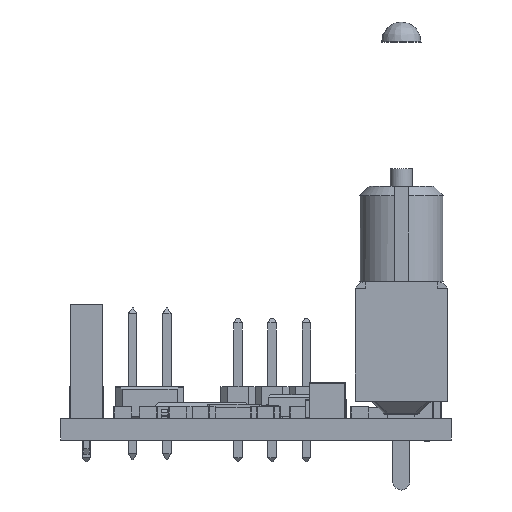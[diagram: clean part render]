
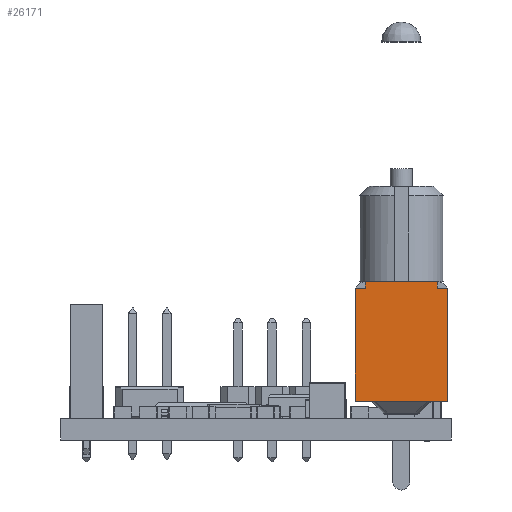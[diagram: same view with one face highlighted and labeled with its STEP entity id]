
A CAD part, left-side view. The second image highlights one B-rep face of the part: STEP entity #26171.
In plain terms, the highlighted face is planar.
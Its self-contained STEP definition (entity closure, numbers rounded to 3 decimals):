
#832=PLANE('',#28220);
#1973=FACE_OUTER_BOUND('',#3655,.T.);
#3655=EDGE_LOOP('',(#18862,#18863,#18864,#18865,#18866,#18867,#18868,#18869));
#5142=LINE('',#38830,#7835);
#5288=LINE('',#39218,#7981);
#5290=LINE('',#39222,#7983);
#5319=LINE('',#39292,#8012);
#5322=LINE('',#39297,#8015);
#5327=LINE('',#39308,#8020);
#5337=LINE('',#39325,#8030);
#5339=LINE('',#39329,#8032);
#7835=VECTOR('',#31490,5.34);
#7981=VECTOR('',#31794,0.51);
#7983=VECTOR('',#31798,0.51);
#8012=VECTOR('',#31873,0.76);
#8015=VECTOR('',#31878,0.76);
#8020=VECTOR('',#31889,6.86);
#8030=VECTOR('',#31905,8.38);
#8032=VECTOR('',#31911,8.38);
#11515=VERTEX_POINT('',#38827);
#11516=VERTEX_POINT('',#38829);
#11634=VERTEX_POINT('',#39217);
#11635=VERTEX_POINT('',#39221);
#11653=VERTEX_POINT('',#39291);
#11654=VERTEX_POINT('',#39295);
#11656=VERTEX_POINT('',#39305);
#11657=VERTEX_POINT('',#39307);
#14103=EDGE_CURVE('',#11515,#11516,#5142,.T.);
#14273=EDGE_CURVE('',#11634,#11515,#5288,.T.);
#14275=EDGE_CURVE('',#11516,#11635,#5290,.T.);
#14309=EDGE_CURVE('',#11653,#11635,#5319,.T.);
#14312=EDGE_CURVE('',#11634,#11654,#5322,.T.);
#14317=EDGE_CURVE('',#11656,#11657,#5327,.T.);
#14327=EDGE_CURVE('',#11657,#11654,#5337,.T.);
#14329=EDGE_CURVE('',#11656,#11653,#5339,.T.);
#18862=ORIENTED_EDGE('',*,*,#14309,.T.);
#18863=ORIENTED_EDGE('',*,*,#14275,.F.);
#18864=ORIENTED_EDGE('',*,*,#14103,.F.);
#18865=ORIENTED_EDGE('',*,*,#14273,.F.);
#18866=ORIENTED_EDGE('',*,*,#14312,.T.);
#18867=ORIENTED_EDGE('',*,*,#14327,.F.);
#18868=ORIENTED_EDGE('',*,*,#14317,.F.);
#18869=ORIENTED_EDGE('',*,*,#14329,.T.);
#26171=ADVANCED_FACE('',(#1973),#832,.T.);
#28220=AXIS2_PLACEMENT_3D('',#39330,#31912,#31913);
#31490=DIRECTION('',(-1.,0.,0.));
#31794=DIRECTION('',(0.,0.,1.));
#31798=DIRECTION('',(0.,0.,-1.));
#31873=DIRECTION('',(1.,0.,0.));
#31878=DIRECTION('',(1.,0.,0.));
#31889=DIRECTION('',(1.,0.,0.));
#31905=DIRECTION('',(0.,0.,1.));
#31911=DIRECTION('',(0.,0.,1.));
#31912=DIRECTION('center_axis',(0.,1.,0.));
#31913=DIRECTION('ref_axis',(0.,0.,
-1.));
#38827=CARTESIAN_POINT('',(2.67,6.35,10.205));
#38829=CARTESIAN_POINT('',(-2.67,6.35,10.205));
#38830=CARTESIAN_POINT('',(2.67,6.35,10.205));
#39217=CARTESIAN_POINT('',(2.67,6.35,9.695));
#39218=CARTESIAN_POINT('',(2.67,6.35,9.695));
#39221=CARTESIAN_POINT('',(-2.67,6.35,9.695));
#39222=CARTESIAN_POINT('',(-2.67,6.35,10.205));
#39291=CARTESIAN_POINT('',(-3.43,6.35,9.695));
#39292=CARTESIAN_POINT('',(-3.43,6.35,9.695));
#39295=CARTESIAN_POINT('',(3.43,6.35,9.695));
#39297=CARTESIAN_POINT('',(2.67,6.35,9.695));
#39305=CARTESIAN_POINT('',(-3.43,6.35,1.315));
#39307=CARTESIAN_POINT('',(3.43,6.35,1.315));
#39308=CARTESIAN_POINT('',(-3.43,6.35,1.315));
#39325=CARTESIAN_POINT('',(3.43,6.35,1.315));
#39329=CARTESIAN_POINT('',(-3.43,6.35,1.315));
#39330=CARTESIAN_POINT('Origin',(-3.773,6.35,0.87));
